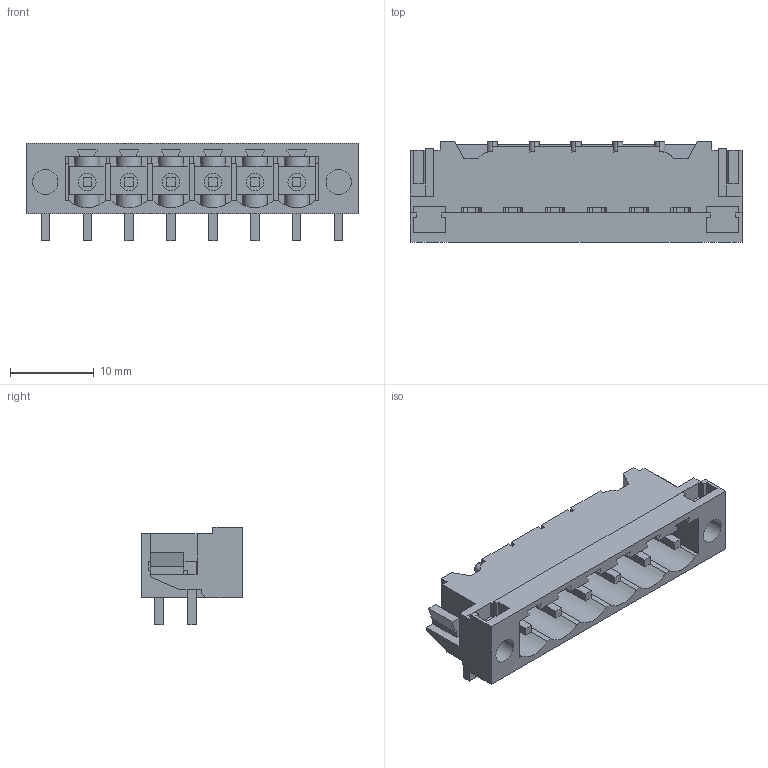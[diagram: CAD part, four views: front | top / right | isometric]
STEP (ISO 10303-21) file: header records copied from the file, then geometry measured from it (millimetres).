
FILE_DESCRIPTION(('CATIA V5 STEP Exchange','CAx-IF Rec.Pracs.--- Model Styling and Organization---1.2---2011-12-15'),'2;1');
FILE_NAME ('7601269_2_1840390000_1840390000.stp','2018-03-08T09:41:34+00:00',('none'),('Weidmueller'),'CATIA Version 5-6 Release 2014','CATIA V5 STEP AP214','none');
FILE_SCHEMA(('AUTOMOTIVE_DESIGN { 1 0 10303 214 1 1 1 1 }'));
Length unit declared in the file: millimetre
Products named in the file (1): 1840390000
Bounding box: 39.6 x 12 x 11.63 mm (x, y, z)
Volume: 1611.3 mm3; surface area: 3513 mm2
Topology: 9 solids, 9 shells, 479 faces, 1471 edges, 999 vertices
Faces by surface type: plane 409, cylinder 70
Entity records: 15519 total; most frequent: CARTESIAN_POINT 3038, ORIENTED_EDGE 2942, DIRECTION 2034, EDGE_CURVE 1471, VECTOR 1260, LINE 1260, VERTEX_POINT 999, EDGE_LOOP 496
